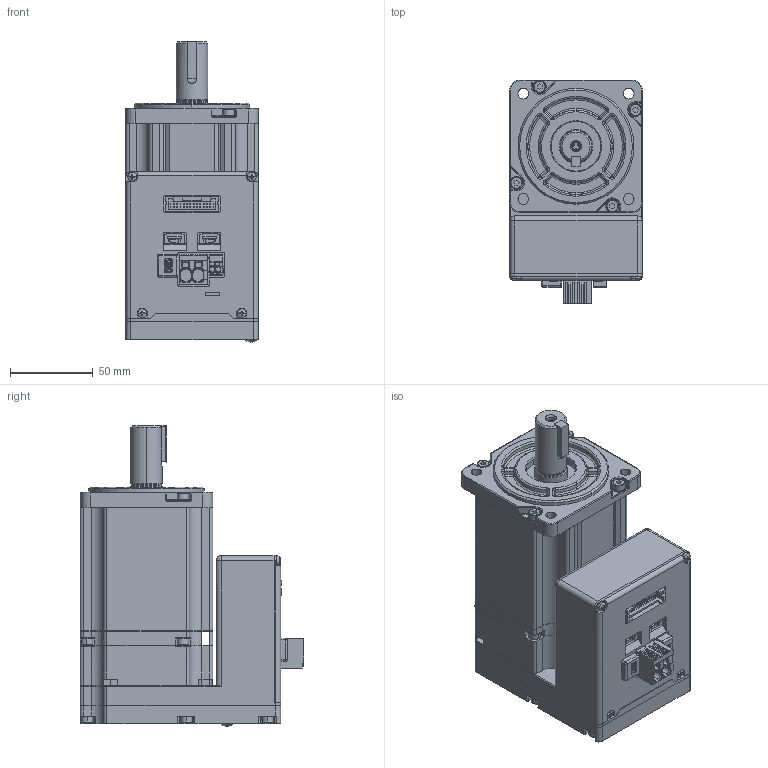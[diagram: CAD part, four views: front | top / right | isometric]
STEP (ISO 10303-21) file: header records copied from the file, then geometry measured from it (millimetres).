
FILE_DESCRIPTION (( 'STEP AP203' ), '1' );
FILE_NAME ('MDX+80-550W Fraba IP20 RC.STEP', '2023-03-08T02:23:38', ( '' ), ( '' ), 'SwSTEP 2.0', 'SolidWorks 2015', '' );
FILE_SCHEMA (( 'CONFIG_CONTROL_DESIGN' ));
Length unit declared in the file: millimetre
Products named in the file (1): MDX+80-550W Fraba IP20 RC
Bounding box: 80.15 x 135.07 x 181.36 mm (x, y, z)
Surface area: 115590.9 mm2 (no closed solid volume)
Topology: 0 solids, 60 shells, 2726 faces, 7222 edges, 4987 vertices
Faces by surface type: cylinder 1362, plane 1122, torus 73, bspline 69, cone 58, sphere 42
Entity records: 87947 total; most frequent: CARTESIAN_POINT 18358, DIRECTION 15634, ORIENTED_EDGE 12714, EDGE_CURVE 7198, AXIS2_PLACEMENT_3D 6033, VERTEX_POINT 4987, VECTOR 3568, LINE 3568
